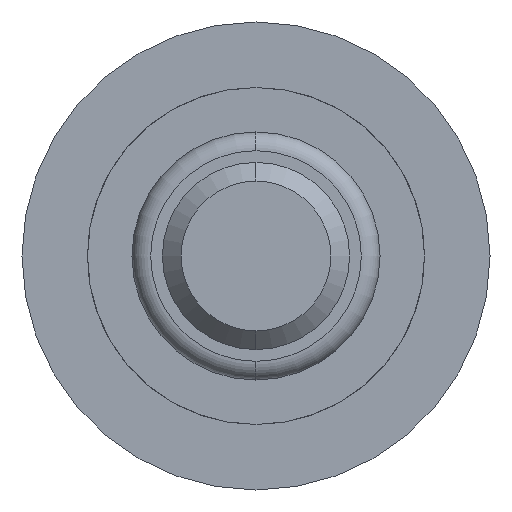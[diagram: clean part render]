
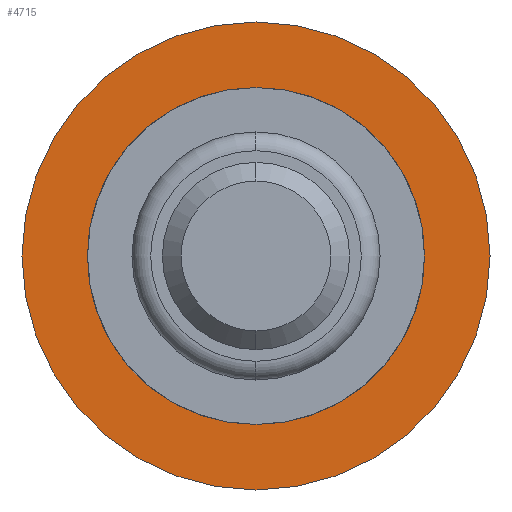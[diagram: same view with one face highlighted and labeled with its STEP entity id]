
A CAD part, front view. The second image highlights one B-rep face of the part: STEP entity #4715.
In plain terms, the highlighted planar face has unit normal (0, -1, 0).
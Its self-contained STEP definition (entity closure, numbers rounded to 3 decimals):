
#49 = PLANE ( 'NONE',  #2839 ) ;
#62 = LINE ( 'NONE', #4125, #3710 ) ;
#68 = VERTEX_POINT ( 'NONE', #2249 ) ;
#255 = ORIENTED_EDGE ( 'NONE', *, *, #4291, .F. ) ;
#258 = CARTESIAN_POINT ( 'NONE',  ( 0., 5.5, 0. ) ) ;
#847 = VERTEX_POINT ( 'NONE', #2375 ) ;
#864 = DIRECTION ( 'NONE',  ( 0., 0., -1. ) ) ;
#910 = DIRECTION ( 'NONE',  ( 0.839, 0., 0.545 ) ) ;
#958 = VECTOR ( 'NONE', #910, 1000. ) ;
#979 = FACE_BOUND ( 'NONE', #4585, .T. ) ;
#1006 = VERTEX_POINT ( 'NONE', #2141 ) ;
#1045 = DIRECTION ( 'NONE',  ( 0., 1., 0. ) ) ;
#1354 = FACE_OUTER_BOUND ( 'NONE', #2226, .T. ) ;
#1663 = AXIS2_PLACEMENT_3D ( 'NONE', #4666, #3548, #3497 ) ;
#1772 = EDGE_CURVE ( 'Defeature ausgef�hrt4_27+Defeature ausgef�hrt4_24+Defeature ausgef�hrt4_28+Defeature ausgef�hrt4_26', #2303, #68, #2188, .T. ) ;
#1820 = ORIENTED_EDGE ( 'NONE', *, *, #1772, .F. ) ;
#1868 = ORIENTED_EDGE ( 'NONE', *, *, #2930, .F. ) ;
#2141 = CARTESIAN_POINT ( 'NONE',  ( 0., 5.5, 2.5 ) ) ;
#2181 = EDGE_CURVE ( 'Defeature ausgef�hrt4_26+Defeature ausgef�hrt4_24+Defeature ausgef�hrt4_27+Defeature ausgef�hrt4_25', #68, #847, #3029, .T. ) ;
#2188 = LINE ( 'NONE', #3257, #958 ) ;
#2226 = EDGE_LOOP ( 'NONE', ( #255, #3844 ) ) ;
#2249 = CARTESIAN_POINT ( 'NONE',  ( 1.655, 5.5, 0. ) ) ;
#2303 = VERTEX_POINT ( 'NONE', #3631 ) ;
#2375 = CARTESIAN_POINT ( 'NONE',  ( 0., 5.5, 1.075 ) ) ;
#2440 = ORIENTED_EDGE ( 'NONE', *, *, #2181, .F. ) ;
#2584 = DIRECTION ( 'NONE',  ( 0.839, 0., -0.545 ) ) ;
#2629 = VECTOR ( 'NONE', #4055, 1000. ) ;
#2799 = VERTEX_POINT ( 'NONE', #3884 ) ;
#2839 = AXIS2_PLACEMENT_3D ( 'NONE', #3262, #3602, #864 ) ;
#2876 = VERTEX_POINT ( 'NONE', #3556 ) ;
#2891 = CARTESIAN_POINT ( 'NONE',  ( -1.655, 5.5, 0. ) ) ;
#2930 = EDGE_CURVE ( 'Defeature ausgef�hrt4_25+Defeature ausgef�hrt4_24+Defeature ausgef�hrt4_26+Defeature ausgef�hrt4_28', #847, #2876, #5075, .T. ) ;
#3029 = LINE ( 'NONE', #5053, #3332 ) ;
#3129 = ORIENTED_EDGE ( 'NONE', *, *, #4604, .F. ) ;
#3134 = DIRECTION ( 'NONE',  ( -0.839, 0., 0.545 ) ) ;
#3257 = CARTESIAN_POINT ( 'NONE',  ( 1.655, 5.5, 0. ) ) ;
#3262 = CARTESIAN_POINT ( 'NONE',  ( 0., 5.5, 0. ) ) ;
#3332 = VECTOR ( 'NONE', #3134, 1000. ) ;
#3396 = AXIS2_PLACEMENT_3D ( 'NONE', #258, #1045, #4197 ) ;
#3497 = DIRECTION ( 'NONE',  ( 0., 0., -1. ) ) ;
#3548 = DIRECTION ( 'NONE',  ( 0., 1., 0. ) ) ;
#3556 = CARTESIAN_POINT ( 'NONE',  ( -1.655, 5.5, 0. ) ) ;
#3602 = DIRECTION ( 'NONE',  ( 0., -1., 0. ) ) ;
#3615 = EDGE_CURVE ( 'Defeature ausgef�hrt4_32+Defeature ausgef�hrt4_24+Defeature ausgef�hrt4_24+Defeature ausgef�hrt4_24', #1006, #2799, #4674, .T. ) ;
#3631 = CARTESIAN_POINT ( 'NONE',  ( 0., 5.5, -1.075 ) ) ;
#3710 = VECTOR ( 'NONE', #2584, 1000. ) ;
#3844 = ORIENTED_EDGE ( 'NONE', *, *, #3615, .F. ) ;
#3884 = CARTESIAN_POINT ( 'NONE',  ( 0., 5.5, -2.5 ) ) ;
#4055 = DIRECTION ( 'NONE',  ( -0.839, 0., -0.545 ) ) ;
#4125 = CARTESIAN_POINT ( 'NONE',  ( 0., 5.5, -1.075 ) ) ;
#4183 = CIRCLE ( 'NONE', #3396, 2.5 ) ;
#4197 = DIRECTION ( 'NONE',  ( 0., 0., -1. ) ) ;
#4291 = EDGE_CURVE ( 'Defeature ausgef�hrt4_32+Defeature ausgef�hrt4_24+Defeature ausgef�hrt4_24+Defeature ausgef�hrt4_24', #2799, #1006, #4183, .T. ) ;
#4585 = EDGE_LOOP ( 'NONE', ( #2440, #1820, #3129, #1868 ) ) ;
#4604 = EDGE_CURVE ( 'Defeature ausgef�hrt4_28+Defeature ausgef�hrt4_24+Defeature ausgef�hrt4_25+Defeature ausgef�hrt4_27', #2876, #2303, #62, .T. ) ;
#4666 = CARTESIAN_POINT ( 'NONE',  ( 0., 5.5, 0. ) ) ;
#4674 = CIRCLE ( 'NONE', #1663, 2.5 ) ;
#4715 = ADVANCED_FACE ( 'Defeature ausgef�hrt4_24', ( #1354, #979 ), #49, .T. ) ;
#5053 = CARTESIAN_POINT ( 'NONE',  ( 0., 5.5, 1.075 ) ) ;
#5075 = LINE ( 'NONE', #2891, #2629 ) ;
